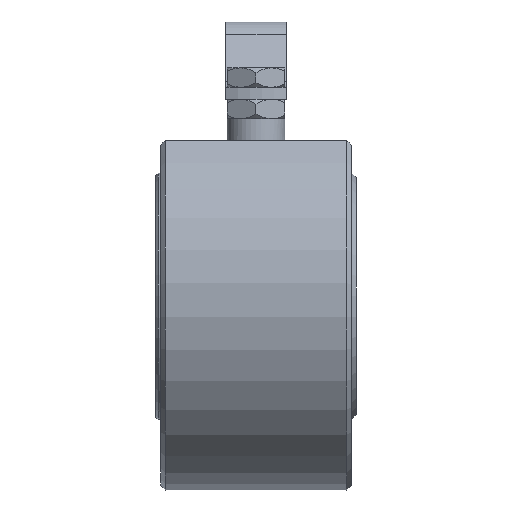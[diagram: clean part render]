
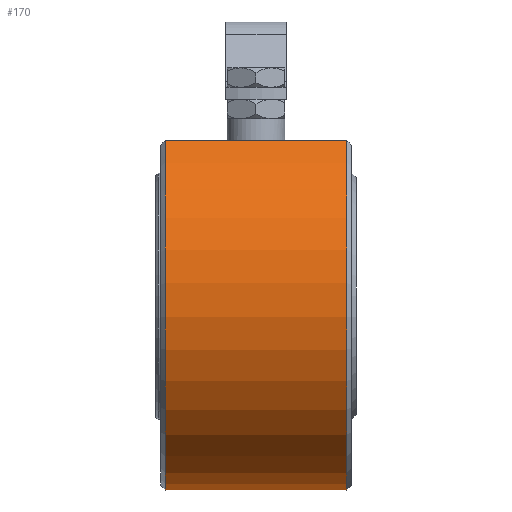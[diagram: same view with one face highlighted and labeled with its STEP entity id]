
A CAD part, left-side view. The second image highlights one B-rep face of the part: STEP entity #170.
In plain terms, the highlighted cylindrical face has radius 80.5 mm (diameter 161 mm), a partial arc.
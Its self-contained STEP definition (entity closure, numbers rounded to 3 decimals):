
#170 = ADVANCED_FACE( '', ( #447 ), #448, .T. );
#447 = FACE_OUTER_BOUND( '', #891, .T. );
#448 = CYLINDRICAL_SURFACE( '', #892, 80.5 );
#891 = EDGE_LOOP( '', ( #1411, #1412, #1413, #1414 ) );
#892 = AXIS2_PLACEMENT_3D( '', #1415, #1416, #1417 );
#1411 = ORIENTED_EDGE( '', *, *, #2342, .T. );
#1412 = ORIENTED_EDGE( '', *, *, #2343, .F. );
#1413 = ORIENTED_EDGE( '', *, *, #2314, .T. );
#1414 = ORIENTED_EDGE( '', *, *, #2344, .F. );
#1415 = CARTESIAN_POINT( '', ( 33.202, -29., 29.5 ) );
#1416 = DIRECTION( '', ( 0., 1., 0. ) );
#1417 = DIRECTION( '', ( 1., 0., 0. ) );
#2314 = EDGE_CURVE( '', #2726, #2727, #2728, .T. );
#2342 = EDGE_CURVE( '', #2774, #2775, #2776, .T. );
#2343 = EDGE_CURVE( '', #2726, #2775, #2777, .T. );
#2344 = EDGE_CURVE( '', #2774, #2727, #2778, .T. );
#2726 = VERTEX_POINT( '', #3445 );
#2727 = VERTEX_POINT( '', #3446 );
#2728 = CIRCLE( '', #3447, 80.5 );
#2774 = VERTEX_POINT( '', #3538 );
#2775 = VERTEX_POINT( '', #3539 );
#2776 = CIRCLE( '', #3540, 80.5 );
#2777 = LINE( '', #3541, #3542 );
#2778 = LINE( '', #3543, #3544 );
#3445 = CARTESIAN_POINT( '', ( -14.965, 48., 94. ) );
#3446 = CARTESIAN_POINT( '', ( 81.368, 48., 94. ) );
#3447 = AXIS2_PLACEMENT_3D( '', #4447, #4448, #4449 );
#3538 = CARTESIAN_POINT( '', ( 81.368, -27., 94. ) );
#3539 = CARTESIAN_POINT( '', ( -14.965, -27., 94. ) );
#3540 = AXIS2_PLACEMENT_3D( '', #4483, #4484, #4485 );
#3541 = CARTESIAN_POINT( '', ( -14.965, -29., 94. ) );
#3542 = VECTOR( '', #4486, 1000. );
#3543 = CARTESIAN_POINT( '', ( 81.368, -29., 94. ) );
#3544 = VECTOR( '', #4487, 1000. );
#4447 = CARTESIAN_POINT( '', ( 33.202, 48., 29.5 ) );
#4448 = DIRECTION( '', ( 0., -1., 0. ) );
#4449 = DIRECTION( '', ( 0., 0., 1. ) );
#4483 = CARTESIAN_POINT( '', ( 33.202, -27., 29.5 ) );
#4484 = DIRECTION( '', ( 0., 1., 0. ) );
#4485 = DIRECTION( '', ( 0., 0., -1. ) );
#4486 = DIRECTION( '', ( 0., -1., 0. ) );
#4487 = DIRECTION( '', ( 0., 1., 0. ) );
